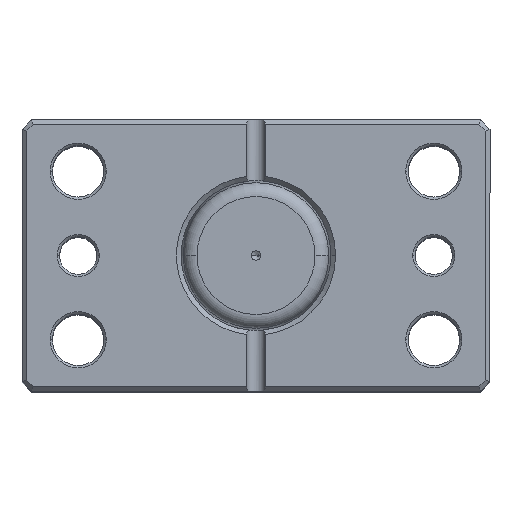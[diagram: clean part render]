
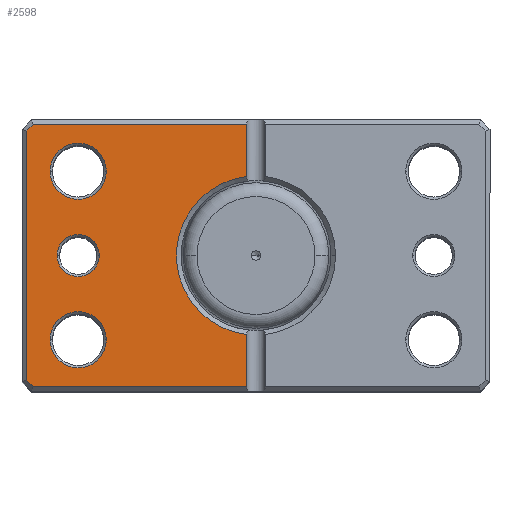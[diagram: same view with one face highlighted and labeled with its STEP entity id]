
A CAD part, top view. The second image highlights one B-rep face of the part: STEP entity #2598.
In plain terms, the highlighted face is planar.
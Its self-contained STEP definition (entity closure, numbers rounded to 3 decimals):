
#48 = ORIENTED_EDGE ( 'NONE', *, *, #2794, .T. ) ;
#65 = EDGE_CURVE ( 'NONE', #618, #773, #4824, .T. ) ;
#116 = VECTOR ( 'NONE', #5541, 1000. ) ;
#121 = ORIENTED_EDGE ( 'NONE', *, *, #4413, .T. ) ;
#320 = AXIS2_PLACEMENT_3D ( 'NONE', #1857, #5713, #2411 ) ;
#374 = DIRECTION ( 'NONE',  ( 0., 0., 1. ) ) ;
#541 = AXIS2_PLACEMENT_3D ( 'NONE', #3676, #374, #4231 ) ;
#581 = CARTESIAN_POINT ( 'NONE',  ( 49., -26.586, 0. ) ) ;
#618 = VERTEX_POINT ( 'NONE', #6117 ) ;
#712 = LINE ( 'NONE', #4741, #3285 ) ;
#773 = VERTEX_POINT ( 'NONE', #2600 ) ;
#805 = CIRCLE ( 'NONE', #320, 4.5 ) ;
#858 = FACE_BOUND ( 'NONE', #7016, .T. ) ;
#907 = VECTOR ( 'NONE', #5069, 1000. ) ;
#959 = CARTESIAN_POINT ( 'NONE',  ( 32., 18., 0. ) ) ;
#970 = CARTESIAN_POINT ( 'NONE',  ( 37.793, 37.793, 0. ) ) ;
#992 = DIRECTION ( 'NONE',  ( 0.707, -0.707, 0. ) ) ;
#1087 = LINE ( 'NONE', #1760, #907 ) ;
#1180 = CARTESIAN_POINT ( 'NONE',  ( 0., 0., 0. ) ) ;
#1238 = CARTESIAN_POINT ( 'NONE',  ( 33.5, 0., 0. ) ) ;
#1261 = DIRECTION ( 'NONE',  ( 0., 0., 1. ) ) ;
#1526 = VECTOR ( 'NONE', #2708, 1000. ) ;
#1731 = DIRECTION ( 'NONE',  ( 1., 0., 0. ) ) ;
#1733 = EDGE_CURVE ( 'NONE', #4933, #3521, #6605, .T. ) ;
#1760 = CARTESIAN_POINT ( 'NONE',  ( 0., -28., 0. ) ) ;
#1767 = CARTESIAN_POINT ( 'NONE',  ( 0., 0., 0. ) ) ;
#1769 = EDGE_CURVE ( 'NONE', #2125, #618, #1087, .T. ) ;
#1777 = ORIENTED_EDGE ( 'NONE', *, *, #1733, .T. ) ;
#1857 = CARTESIAN_POINT ( 'NONE',  ( 38., 0., 0. ) ) ;
#1915 = CARTESIAN_POINT ( 'NONE',  ( 38., 0., 0. ) ) ;
#1969 = CIRCLE ( 'NONE', #4799, 6. ) ;
#2010 = CARTESIAN_POINT ( 'NONE',  ( 38., -18., 0. ) ) ;
#2125 = VERTEX_POINT ( 'NONE', #2230 ) ;
#2150 = EDGE_CURVE ( 'NONE', #773, #4529, #6553, .T. ) ;
#2166 = CARTESIAN_POINT ( 'NONE',  ( 2., 29., 0. ) ) ;
#2230 = CARTESIAN_POINT ( 'NONE',  ( 47.586, -28., 0. ) ) ;
#2284 = CARTESIAN_POINT ( 'NONE',  ( 38., 18., 0. ) ) ;
#2315 = DIRECTION ( 'NONE',  ( 1., 0., 0. ) ) ;
#2329 = ORIENTED_EDGE ( 'NONE', *, *, #6422, .T. ) ;
#2411 = DIRECTION ( 'NONE',  ( 1., 0., 0. ) ) ;
#2450 = ORIENTED_EDGE ( 'NONE', *, *, #4611, .T. ) ;
#2474 = DIRECTION ( 'NONE',  ( 1., 0., 0. ) ) ;
#2519 = ORIENTED_EDGE ( 'NONE', *, *, #6813, .T. ) ;
#2554 = LINE ( 'NONE', #970, #6801 ) ;
#2564 = VECTOR ( 'NONE', #5915, 1000. ) ;
#2565 = DIRECTION ( 'NONE',  ( 1., 0., 0. ) ) ;
#2598 = ADVANCED_FACE ( 'NONE', ( #6728, #3782, #858, #6545 ), #2850, .F. ) ;
#2600 = CARTESIAN_POINT ( 'NONE',  ( 2., -16.882, 0. ) ) ;
#2614 = ORIENTED_EDGE ( 'NONE', *, *, #65, .T. ) ;
#2623 = EDGE_LOOP ( 'NONE', ( #2329, #5295 ) ) ;
#2644 = EDGE_CURVE ( 'NONE', #5946, #3098, #1969, .T. ) ;
#2708 = DIRECTION ( 'NONE',  ( 1., 0., 0. ) ) ;
#2794 = EDGE_CURVE ( 'NONE', #6121, #2125, #5677, .T. ) ;
#2848 = DIRECTION ( 'NONE',  ( 1., 0., 0. ) ) ;
#2850 = PLANE ( 'NONE',  #4431 ) ;
#2855 = ORIENTED_EDGE ( 'NONE', *, *, #3196, .T. ) ;
#2945 = VERTEX_POINT ( 'NONE', #4391 ) ;
#2997 = VERTEX_POINT ( 'NONE', #3364 ) ;
#3098 = VERTEX_POINT ( 'NONE', #4183 ) ;
#3196 = EDGE_CURVE ( 'NONE', #6183, #4749, #2554, .T. ) ;
#3278 = DIRECTION ( 'NONE',  ( 0., 1., 0. ) ) ;
#3285 = VECTOR ( 'NONE', #4180, 1000. ) ;
#3364 = CARTESIAN_POINT ( 'NONE',  ( 2., 28., 0. ) ) ;
#3395 = EDGE_LOOP ( 'NONE', ( #2614, #6168, #2450, #2519, #2855, #4567, #48, #3462 ) ) ;
#3462 = ORIENTED_EDGE ( 'NONE', *, *, #1769, .T. ) ;
#3521 = VERTEX_POINT ( 'NONE', #3780 ) ;
#3676 = CARTESIAN_POINT ( 'NONE',  ( 38., 18., 0. ) ) ;
#3780 = CARTESIAN_POINT ( 'NONE',  ( 44., 18., 0. ) ) ;
#3782 = FACE_BOUND ( 'NONE', #2623, .T. ) ;
#3865 = ORIENTED_EDGE ( 'NONE', *, *, #6256, .T. ) ;
#4097 = CIRCLE ( 'NONE', #541, 6. ) ;
#4147 = VERTEX_POINT ( 'NONE', #1238 ) ;
#4180 = DIRECTION ( 'NONE',  ( 0., -1., 0. ) ) ;
#4183 = CARTESIAN_POINT ( 'NONE',  ( 32., -18., 0. ) ) ;
#4231 = DIRECTION ( 'NONE',  ( 1., 0., 0. ) ) ;
#4276 = AXIS2_PLACEMENT_3D ( 'NONE', #2010, #5873, #2565 ) ;
#4345 = LINE ( 'NONE', #6085, #116 ) ;
#4391 = CARTESIAN_POINT ( 'NONE',  ( 42.5, 0., 0. ) ) ;
#4413 = EDGE_CURVE ( 'NONE', #3521, #4933, #4097, .T. ) ;
#4431 = AXIS2_PLACEMENT_3D ( 'NONE', #1767, #5629, #2315 ) ;
#4529 = VERTEX_POINT ( 'NONE', #6552 ) ;
#4563 = CARTESIAN_POINT ( 'NONE',  ( 38., -18., 0. ) ) ;
#4567 = ORIENTED_EDGE ( 'NONE', *, *, #6398, .T. ) ;
#4611 = EDGE_CURVE ( 'NONE', #4529, #2997, #4345, .T. ) ;
#4722 = CIRCLE ( 'NONE', #6232, 4.5 ) ;
#4741 = CARTESIAN_POINT ( 'NONE',  ( 49., 0., 0. ) ) ;
#4748 = CIRCLE ( 'NONE', #4276, 6. ) ;
#4749 = VERTEX_POINT ( 'NONE', #6838 ) ;
#4799 = AXIS2_PLACEMENT_3D ( 'NONE', #4563, #1261, #5126 ) ;
#4824 = LINE ( 'NONE', #2166, #5196 ) ;
#4933 = VERTEX_POINT ( 'NONE', #959 ) ;
#5040 = DIRECTION ( 'NONE',  ( 0., 0., 1. ) ) ;
#5069 = DIRECTION ( 'NONE',  ( -1., 0., 0. ) ) ;
#5126 = DIRECTION ( 'NONE',  ( 1., 0., 0. ) ) ;
#5156 = EDGE_LOOP ( 'NONE', ( #6744, #3865 ) ) ;
#5196 = VECTOR ( 'NONE', #3278, 1000. ) ;
#5295 = ORIENTED_EDGE ( 'NONE', *, *, #2644, .T. ) ;
#5541 = DIRECTION ( 'NONE',  ( 0., 1., 0. ) ) ;
#5575 = CARTESIAN_POINT ( 'NONE',  ( 47.586, 28., 0. ) ) ;
#5629 = DIRECTION ( 'NONE',  ( 0., 0., 1. ) ) ;
#5677 = LINE ( 'NONE', #6443, #2564 ) ;
#5713 = DIRECTION ( 'NONE',  ( 0., 0., 1. ) ) ;
#5770 = DIRECTION ( 'NONE',  ( 0., 0., 1. ) ) ;
#5817 = AXIS2_PLACEMENT_3D ( 'NONE', #1180, #5040, #1731 ) ;
#5873 = DIRECTION ( 'NONE',  ( 0., 0., 1. ) ) ;
#5915 = DIRECTION ( 'NONE',  ( -0.707, -0.707, 0. ) ) ;
#5933 = LINE ( 'NONE', #6011, #1526 ) ;
#5946 = VERTEX_POINT ( 'NONE', #6322 ) ;
#6011 = CARTESIAN_POINT ( 'NONE',  ( 0., 28., 0. ) ) ;
#6085 = CARTESIAN_POINT ( 'NONE',  ( 2., 29., 0. ) ) ;
#6094 = AXIS2_PLACEMENT_3D ( 'NONE', #2284, #6142, #2848 ) ;
#6117 = CARTESIAN_POINT ( 'NONE',  ( 2., -28., 0. ) ) ;
#6121 = VERTEX_POINT ( 'NONE', #581 ) ;
#6142 = DIRECTION ( 'NONE',  ( 0., 0., 1. ) ) ;
#6168 = ORIENTED_EDGE ( 'NONE', *, *, #2150, .T. ) ;
#6183 = VERTEX_POINT ( 'NONE', #5575 ) ;
#6232 = AXIS2_PLACEMENT_3D ( 'NONE', #1915, #5770, #2474 ) ;
#6256 = EDGE_CURVE ( 'NONE', #2945, #4147, #805, .T. ) ;
#6322 = CARTESIAN_POINT ( 'NONE',  ( 44., -18., 0. ) ) ;
#6398 = EDGE_CURVE ( 'NONE', #4749, #6121, #712, .T. ) ;
#6422 = EDGE_CURVE ( 'NONE', #3098, #5946, #4748, .T. ) ;
#6443 = CARTESIAN_POINT ( 'NONE',  ( 37.793, -37.793, 0. ) ) ;
#6545 = FACE_OUTER_BOUND ( 'NONE', #3395, .T. ) ;
#6552 = CARTESIAN_POINT ( 'NONE',  ( 2., 16.882, 0. ) ) ;
#6553 = CIRCLE ( 'NONE', #5817, 17. ) ;
#6605 = CIRCLE ( 'NONE', #6094, 6. ) ;
#6728 = FACE_BOUND ( 'NONE', #5156, .T. ) ;
#6744 = ORIENTED_EDGE ( 'NONE', *, *, #7059, .T. ) ;
#6801 = VECTOR ( 'NONE', #992, 1000. ) ;
#6813 = EDGE_CURVE ( 'NONE', #2997, #6183, #5933, .T. ) ;
#6838 = CARTESIAN_POINT ( 'NONE',  ( 49., 26.586, 0. ) ) ;
#7016 = EDGE_LOOP ( 'NONE', ( #1777, #121 ) ) ;
#7059 = EDGE_CURVE ( 'NONE', #4147, #2945, #4722, .T. ) ;
